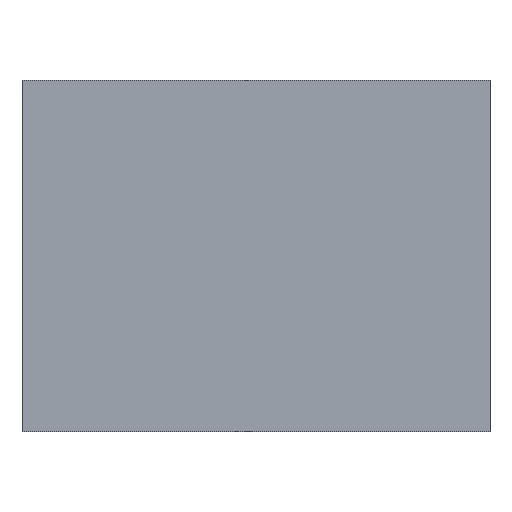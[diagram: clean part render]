
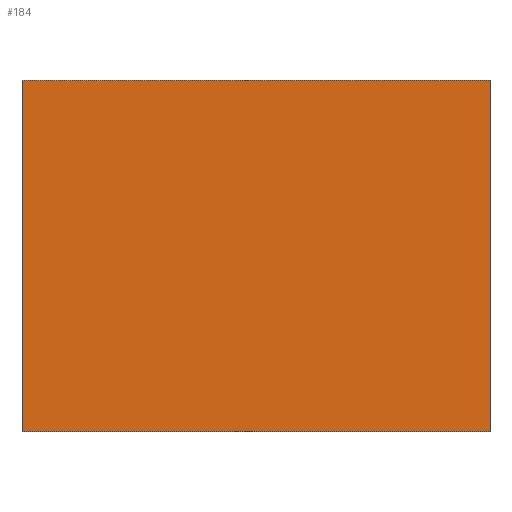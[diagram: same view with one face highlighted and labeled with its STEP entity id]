
A CAD part, left-side view. The second image highlights one B-rep face of the part: STEP entity #184.
In plain terms, the highlighted planar face has unit normal (-1, 0, 0).
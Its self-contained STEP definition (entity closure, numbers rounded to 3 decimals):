
#5 = DIRECTION ( 'NONE',  ( 0., 0., -1. ) ) ;
#21 = DIRECTION ( 'NONE',  ( 0., 0., -1. ) ) ;
#23 = DIRECTION ( 'NONE',  ( 1., 0., 0. ) ) ;
#45 = LINE ( 'NONE', #208, #100 ) ;
#57 = ORIENTED_EDGE ( 'NONE', *, *, #134, .F. ) ;
#58 = VECTOR ( 'NONE', #21, 1000. ) ;
#59 = VERTEX_POINT ( 'NONE', #147 ) ;
#60 = VERTEX_POINT ( 'NONE', #219 ) ;
#61 = EDGE_CURVE ( 'NONE', #116, #60, #80, .T. ) ;
#69 = DIRECTION ( 'NONE',  ( 0., -1., 0. ) ) ;
#70 = EDGE_CURVE ( 'NONE', #116, #233, #161, .T. ) ;
#78 = DIRECTION ( 'NONE',  ( 0., -1., 0. ) ) ;
#80 = LINE ( 'NONE', #103, #203 ) ;
#82 = ORIENTED_EDGE ( 'NONE', *, *, #61, .F. ) ;
#100 = VECTOR ( 'NONE', #69, 1000. ) ;
#103 = CARTESIAN_POINT ( 'NONE',  ( 0., 0., 15. ) ) ;
#104 = CARTESIAN_POINT ( 'NONE',  ( 0., 0., 15. ) ) ;
#107 = PLANE ( 'NONE',  #236 ) ;
#115 = VECTOR ( 'NONE', #5, 1000. ) ;
#116 = VERTEX_POINT ( 'NONE', #104 ) ;
#134 = EDGE_CURVE ( 'NONE', #60, #59, #227, .T. ) ;
#137 = CARTESIAN_POINT ( 'NONE',  ( 0., 0., 15. ) ) ;
#147 = CARTESIAN_POINT ( 'NONE',  ( 0., -20., 0. ) ) ;
#148 = ORIENTED_EDGE ( 'NONE', *, *, #193, .T. ) ;
#152 = DIRECTION ( 'NONE',  ( 0., 1., 0. ) ) ;
#159 = ORIENTED_EDGE ( 'NONE', *, *, #70, .T. ) ;
#161 = LINE ( 'NONE', #163, #58 ) ;
#163 = CARTESIAN_POINT ( 'NONE',  ( 0., 0., 15. ) ) ;
#169 = CARTESIAN_POINT ( 'NONE',  ( 0., -20., 15. ) ) ;
#173 = CARTESIAN_POINT ( 'NONE',  ( 0., 0., 0. ) ) ;
#184 = ADVANCED_FACE ( 'NONE', ( #228 ), #107, .F. ) ;
#193 = EDGE_CURVE ( 'NONE', #233, #59, #45, .T. ) ;
#203 = VECTOR ( 'NONE', #78, 1000. ) ;
#207 = EDGE_LOOP ( 'NONE', ( #148, #57, #82, #159 ) ) ;
#208 = CARTESIAN_POINT ( 'NONE',  ( 0., 0., 0. ) ) ;
#219 = CARTESIAN_POINT ( 'NONE',  ( 0., -20., 15. ) ) ;
#227 = LINE ( 'NONE', #169, #115 ) ;
#228 = FACE_OUTER_BOUND ( 'NONE', #207, .T. ) ;
#233 = VERTEX_POINT ( 'NONE', #173 ) ;
#236 = AXIS2_PLACEMENT_3D ( 'NONE', #137, #23, #152 ) ;
